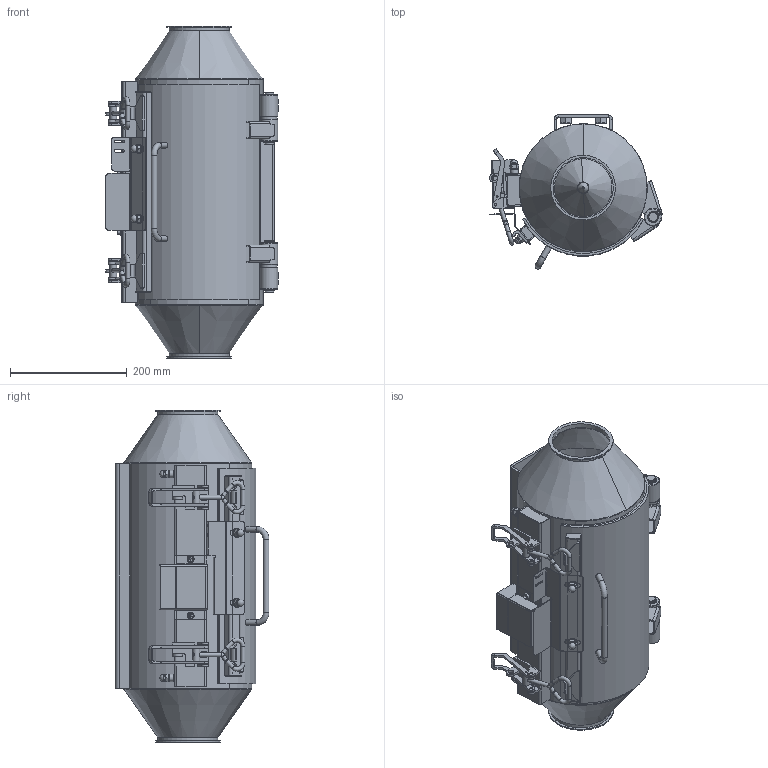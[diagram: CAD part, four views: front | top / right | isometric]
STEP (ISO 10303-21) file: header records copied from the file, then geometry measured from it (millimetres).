
FILE_DESCRIPTION(/* description */ (''),/* implementation_level */ '2;1');
FILE_NAME(/* name */ 'SPPE010160.stp',/* time_stamp */ '2018-06-15T12:49:39+02:00',/* author */ ('pw'),/* organization */ (''),/* preprocessor_version */ 'ST-DEVELOPER v16.5',/* originating_system */ 'Autodesk Inventor 2017',/* authorisation */ '');
FILE_SCHEMA (('AUTOMOTIVE_DESIGN { 1 0 10303 214 3 1 1 }'));
Length unit declared in the file: millimetre
Products named in the file (1): SPPE010160
Bounding box: 296.5 x 264.16 x 569.96 mm (x, y, z)
Volume: 1898431.2 mm3; surface area: 1414465.5 mm2
Topology: 73 solids, 73 shells, 1140 faces, 2653 edges, 1666 vertices
Faces by surface type: plane 640, cylinder 342, cone 119, torus 20, bspline 14, sphere 5
Full cylindrical faces by diameter (mm): 1.7 x8, 2.459 x2, 3 x4, 3.242 x2, 4 x8, 4.134 x2, 4.917 x1, 5.5 x2, 6 x6, 6.3 x2, 6.4 x2, 6.647 x4, 7 x12, 8 x9, 8.376 x1, 8.4 x2, 10 x8, 10.106 x4, 10.5 x1, 12 x4, 12.5 x4, 13 x2, 13.5 x4, 15.2 x4, 15.6 x1, 16 x9, 16.2 x4, 16.5 x2, 17 x1, 19 x2
Entity records: 34273 total; most frequent: CARTESIAN_POINT 8144, DIRECTION 5213, ORIENTED_EDGE 4710, EDGE_CURVE 2353, AXIS2_PLACEMENT_3D 1937, VERTEX_POINT 1604, EDGE_LOOP 1537, LINE 1339
